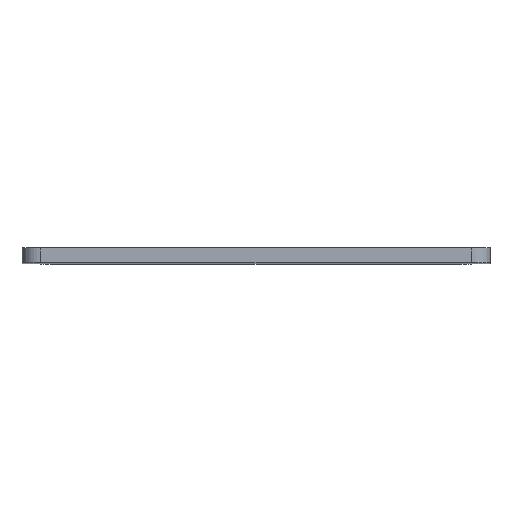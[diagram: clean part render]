
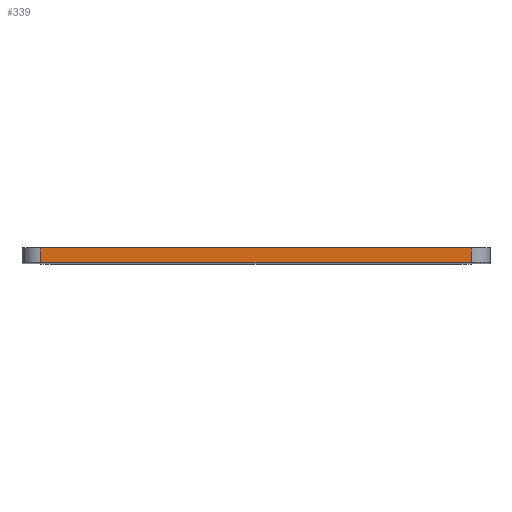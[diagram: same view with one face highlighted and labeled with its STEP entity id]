
A CAD part, top view. The second image highlights one B-rep face of the part: STEP entity #339.
In plain terms, the highlighted planar face has unit normal (0, 0, 1).
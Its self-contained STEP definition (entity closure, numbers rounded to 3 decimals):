
#8 = EDGE_CURVE ( 'NONE', #2293, #2442, #1489, .T. ) ;
#123 = ORIENTED_EDGE ( 'NONE', *, *, #2045, .T. ) ;
#291 = CARTESIAN_POINT ( 'NONE',  ( 0., 0., 193.5 ) ) ;
#339 = ADVANCED_FACE ( 'NONE', ( #2407 ), #1357, .F. ) ;
#414 = LINE ( 'NONE', #291, #2468 ) ;
#541 = EDGE_CURVE ( 'NONE', #2293, #2352, #2441, .T. ) ;
#544 = EDGE_CURVE ( 'NONE', #2352, #834, #854, .T. ) ;
#834 = VERTEX_POINT ( 'NONE', #1238 ) ;
#854 = LINE ( 'NONE', #2165, #2376 ) ;
#921 = CARTESIAN_POINT ( 'NONE',  ( 57.5, 4., 193.5 ) ) ;
#959 = DIRECTION ( 'NONE',  ( 0., -1., 0. ) ) ;
#982 = DIRECTION ( 'NONE',  ( -1., 0., 0. ) ) ;
#986 = VECTOR ( 'NONE', #1933, 1000. ) ;
#1093 = CARTESIAN_POINT ( 'NONE',  ( -57.5, 4., 193.5 ) ) ;
#1152 = EDGE_LOOP ( 'NONE', ( #1677, #1379, #123, #1387 ) ) ;
#1197 = CARTESIAN_POINT ( 'NONE',  ( -57.5, 0., 193.5 ) ) ;
#1238 = CARTESIAN_POINT ( 'NONE',  ( 57.5, 0., 193.5 ) ) ;
#1303 = VECTOR ( 'NONE', #2251, 1000. ) ;
#1357 = PLANE ( 'NONE',  #1575 ) ;
#1379 = ORIENTED_EDGE ( 'NONE', *, *, #8, .T. ) ;
#1387 = ORIENTED_EDGE ( 'NONE', *, *, #544, .F. ) ;
#1489 = LINE ( 'NONE', #2391, #986 ) ;
#1575 = AXIS2_PLACEMENT_3D ( 'NONE', #1746, #2366, #982 ) ;
#1677 = ORIENTED_EDGE ( 'NONE', *, *, #541, .F. ) ;
#1746 = CARTESIAN_POINT ( 'NONE',  ( 0., 4., 193.5 ) ) ;
#1817 = CARTESIAN_POINT ( 'NONE',  ( 0., 4., 193.5 ) ) ;
#1933 = DIRECTION ( 'NONE',  ( 0., -1., 0. ) ) ;
#2045 = EDGE_CURVE ( 'NONE', #2442, #834, #414, .T. ) ;
#2165 = CARTESIAN_POINT ( 'NONE',  ( 57.5, 4., 193.5 ) ) ;
#2251 = DIRECTION ( 'NONE',  ( 1., 0., 0. ) ) ;
#2256 = DIRECTION ( 'NONE',  ( 1., 0., 0. ) ) ;
#2293 = VERTEX_POINT ( 'NONE', #1093 ) ;
#2352 = VERTEX_POINT ( 'NONE', #921 ) ;
#2366 = DIRECTION ( 'NONE',  ( 0., 0., -1. ) ) ;
#2376 = VECTOR ( 'NONE', #959, 1000. ) ;
#2391 = CARTESIAN_POINT ( 'NONE',  ( -57.5, 4., 193.5 ) ) ;
#2407 = FACE_OUTER_BOUND ( 'NONE', #1152, .T. ) ;
#2441 = LINE ( 'NONE', #1817, #1303 ) ;
#2442 = VERTEX_POINT ( 'NONE', #1197 ) ;
#2468 = VECTOR ( 'NONE', #2256, 1000. ) ;
